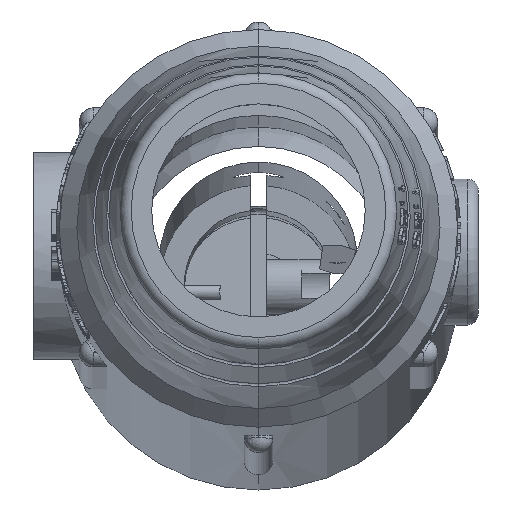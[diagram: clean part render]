
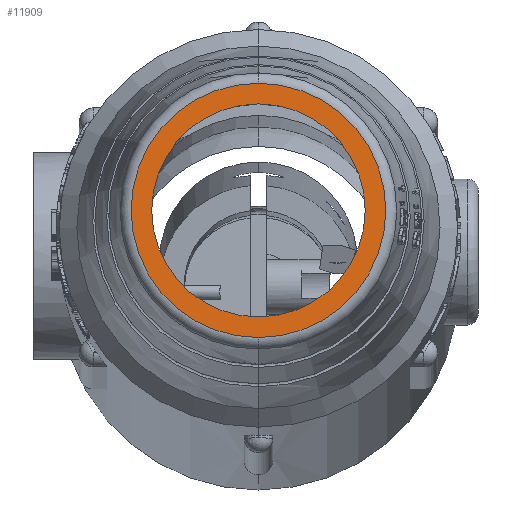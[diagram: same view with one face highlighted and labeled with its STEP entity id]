
A CAD part, front view. The second image highlights one B-rep face of the part: STEP entity #11909.
In plain terms, the highlighted planar face has unit normal (0, -0.998, 0.06).
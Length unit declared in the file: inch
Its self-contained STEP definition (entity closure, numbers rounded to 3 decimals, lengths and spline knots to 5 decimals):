
#906 = ORIENTED_EDGE ( 'NONE', *, *, #32959, .T. ) ;
#2123 = CIRCLE ( 'NONE', #47179, 0.72246 ) ;
#4123 = DIRECTION ( 'NONE',  ( 0., 0.998, -0.06 ) ) ;
#5345 = AXIS2_PLACEMENT_3D ( 'NONE', #8539, #28915, #24485 ) ;
#5503 = VERTEX_POINT ( 'NONE', #16611 ) ;
#6547 = FACE_BOUND ( 'NONE', #41412, .T. ) ;
#6811 = CARTESIAN_POINT ( 'NONE',  ( 1.19048, -3.64193, 1.05129 ) ) ;
#8539 = CARTESIAN_POINT ( 'NONE',  ( 1.19048, -3.64193, 1.05129 ) ) ;
#10515 = AXIS2_PLACEMENT_3D ( 'NONE', #6811, #34523, #46233 ) ;
#11441 = DIRECTION ( 'NONE',  ( 0., 0.998, -0.06 ) ) ;
#11739 = DIRECTION ( 'NONE',  ( 0., 0.06, 0.998 ) ) ;
#11909 = ADVANCED_FACE ( 'NONE', ( #6547, #14444 ), #45985, .F. ) ;
#12541 = ORIENTED_EDGE ( 'NONE', *, *, #30600, .T. ) ;
#14444 = FACE_OUTER_BOUND ( 'NONE', #48147, .T. ) ;
#14728 = CARTESIAN_POINT ( 'NONE',  ( 1.19048, -3.68513, 0.33012 ) ) ;
#16611 = CARTESIAN_POINT ( 'NONE',  ( 1.19048, -3.67814, 0.44692 ) ) ;
#16920 = CIRCLE ( 'NONE', #23636, 0.60545 ) ;
#18690 = VERTEX_POINT ( 'NONE', #41428 ) ;
#19046 = DIRECTION ( 'NONE',  ( 0., 0.06, 0.998 ) ) ;
#21193 = ORIENTED_EDGE ( 'NONE', *, *, #41070, .T. ) ;
#23636 = AXIS2_PLACEMENT_3D ( 'NONE', #31317, #11441, #19046 ) ;
#24485 = DIRECTION ( 'NONE',  ( 0., 0.06, 0.998 ) ) ;
#24712 = EDGE_CURVE ( 'NONE', #39252, #33023, #33778, .T. ) ;
#27683 = CARTESIAN_POINT ( 'NONE',  ( 1.19048, -3.59874, 1.77246 ) ) ;
#28707 = AXIS2_PLACEMENT_3D ( 'NONE', #35016, #4123, #11739 ) ;
#28915 = DIRECTION ( 'NONE',  ( 0., -0.998, 0.06 ) ) ;
#29266 = CARTESIAN_POINT ( 'NONE',  ( 1.19048, -3.64193, 1.05129 ) ) ;
#29789 = DIRECTION ( 'NONE',  ( 0., -0.998, 0.06 ) ) ;
#30600 = EDGE_CURVE ( 'NONE', #5503, #18690, #16920, .T. ) ;
#31317 = CARTESIAN_POINT ( 'NONE',  ( 1.19048, -3.64193, 1.05129 ) ) ;
#32959 = EDGE_CURVE ( 'NONE', #18690, #5503, #34701, .T. ) ;
#33023 = VERTEX_POINT ( 'NONE', #27683 ) ;
#33418 = ORIENTED_EDGE ( 'NONE', *, *, #24712, .T. ) ;
#33449 = DIRECTION ( 'NONE',  ( 0., 0.06, 0.998 ) ) ;
#33778 = CIRCLE ( 'NONE', #5345, 0.72246 ) ;
#34523 = DIRECTION ( 'NONE',  ( 0., 0.998, -0.06 ) ) ;
#34701 = CIRCLE ( 'NONE', #10515, 0.60545 ) ;
#35016 = CARTESIAN_POINT ( 'NONE',  ( 1.19048, -3.68835, 0.27641 ) ) ;
#39252 = VERTEX_POINT ( 'NONE', #14728 ) ;
#41070 = EDGE_CURVE ( 'NONE', #33023, #39252, #2123, .T. ) ;
#41412 = EDGE_LOOP ( 'NONE', ( #906, #12541 ) ) ;
#41428 = CARTESIAN_POINT ( 'NONE',  ( 1.19048, -3.60573, 1.65565 ) ) ;
#45985 = PLANE ( 'NONE',  #28707 ) ;
#46233 = DIRECTION ( 'NONE',  ( 0., 0.06, 0.998 ) ) ;
#47179 = AXIS2_PLACEMENT_3D ( 'NONE', #29266, #29789, #33449 ) ;
#48147 = EDGE_LOOP ( 'NONE', ( #21193, #33418 ) ) ;
